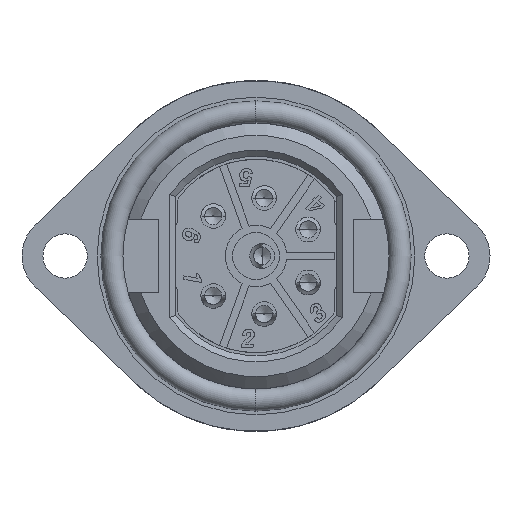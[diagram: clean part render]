
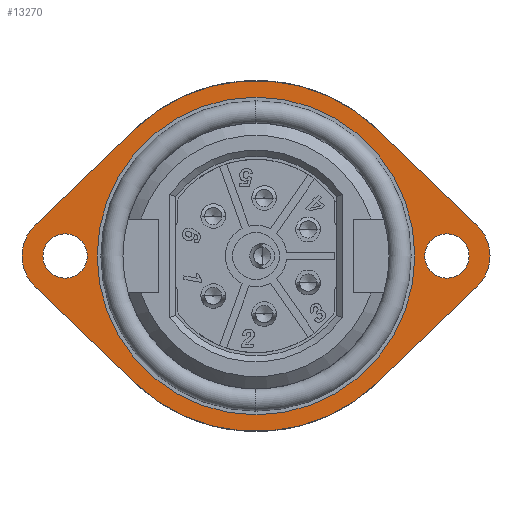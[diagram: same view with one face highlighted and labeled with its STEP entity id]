
A CAD part, left-side view. The second image highlights one B-rep face of the part: STEP entity #13270.
In plain terms, the highlighted planar face has unit normal (-1, 0, 0).
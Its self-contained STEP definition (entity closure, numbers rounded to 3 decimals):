
#2653=CARTESIAN_POINT('',(7.9,19.007,-14.259));
#2654=DIRECTION('',(1.,0.,0.));
#2655=DIRECTION('',(0.,-1.,0.));
#2656=AXIS2_PLACEMENT_3D('',#2653,#2654,#2655);
#2658=CARTESIAN_POINT('',(7.9,19.007,-14.259));
#2659=DIRECTION('',(1.,0.,0.));
#2660=DIRECTION('',(0.,1.,0.));
#2661=AXIS2_PLACEMENT_3D('',#2658,#2659,#2660);
#2663=CARTESIAN_POINT('',(7.9,19.007,-14.259));
#2664=DIRECTION('',(1.,0.,0.));
#2665=DIRECTION('',(0.,0.694,0.72));
#2666=AXIS2_PLACEMENT_3D('',#2663,#2664,#2665);
#2668=DIRECTION('',(0.,0.72,0.694));
#2669=VECTOR('',#2668,11.166);
#2670=CARTESIAN_POINT('',(7.9,1.079,-11.738));
#2671=LINE('',#2670,#2669);
#2672=CARTESIAN_POINT('',(7.9,3.507,-14.259));
#2673=DIRECTION('',(-1.,0.,0.));
#2674=DIRECTION('',(0.,-0.694,-0.72));
#2675=AXIS2_PLACEMENT_3D('',#2672,#2673,#2674);
#2677=DIRECTION('',(0.,-0.72,0.694));
#2678=VECTOR('',#2677,11.166);
#2679=CARTESIAN_POINT('',(7.9,9.124,-24.525));
#2680=LINE('',#2679,#2678);
#2681=CARTESIAN_POINT('',(7.9,19.007,-14.259));
#2682=DIRECTION('',(-1.,0.,0.));
#2683=DIRECTION('',(0.,0.694,-0.72));
#2684=AXIS2_PLACEMENT_3D('',#2681,#2682,#2683);
#2686=DIRECTION('',(0.,-0.72,-0.694));
#2687=VECTOR('',#2686,11.166);
#2688=CARTESIAN_POINT('',(7.9,36.934,-16.781));
#2689=LINE('',#2688,#2687);
#2690=CARTESIAN_POINT('',(7.9,34.507,-14.259));
#2691=DIRECTION('',(-1.,0.,0.));
#2692=DIRECTION('',(0.,0.694,0.72));
#2693=AXIS2_PLACEMENT_3D('',#2690,#2691,#2692);
#2695=DIRECTION('',(0.,0.72,-0.694));
#2696=VECTOR('',#2695,11.166);
#2697=CARTESIAN_POINT('',(7.9,28.89,-3.993));
#2698=LINE('',#2697,#2696);
#2699=CARTESIAN_POINT('',(7.9,34.507,-14.259));
#2700=DIRECTION('',(1.,0.,0.));
#2701=DIRECTION('',(0.,0.,-1.));
#2702=AXIS2_PLACEMENT_3D('',#2699,#2700,#2701);
#2704=CARTESIAN_POINT('',(7.9,34.507,-14.259));
#2705=DIRECTION('',(1.,0.,0.));
#2706=DIRECTION('',(0.,0.,1.));
#2707=AXIS2_PLACEMENT_3D('',#2704,#2705,#2706);
#2709=CARTESIAN_POINT('',(7.9,3.507,-14.259));
#2710=DIRECTION('',(1.,0.,0.));
#2711=DIRECTION('',(0.,0.,-1.));
#2712=AXIS2_PLACEMENT_3D('',#2709,#2710,#2711);
#2714=CARTESIAN_POINT('',(7.9,3.507,-14.259));
#2715=DIRECTION('',(1.,0.,0.));
#2716=DIRECTION('',(0.,0.,1.));
#2717=AXIS2_PLACEMENT_3D('',#2714,#2715,#2716);
#8676=CARTESIAN_POINT('',(7.9,1.079,-16.781));
#8677=CARTESIAN_POINT('',(7.9,1.079,-11.738));
#8678=VERTEX_POINT('',#8676);
#8679=VERTEX_POINT('',#8677);
#8680=CARTESIAN_POINT('',(7.9,36.934,-11.738));
#8681=CARTESIAN_POINT('',(7.9,36.934,-16.781));
#8682=VERTEX_POINT('',#8680);
#8683=VERTEX_POINT('',#8681);
#8692=CARTESIAN_POINT('',(7.9,9.124,-3.993));
#8694=VERTEX_POINT('',#8692);
#8696=CARTESIAN_POINT('',(7.9,28.89,-3.993));
#8698=VERTEX_POINT('',#8696);
#8700=CARTESIAN_POINT('',(7.9,9.124,-24.525));
#8702=VERTEX_POINT('',#8700);
#8704=CARTESIAN_POINT('',(7.9,28.89,-24.525));
#8706=VERTEX_POINT('',#8704);
#8748=CARTESIAN_POINT('',(7.9,34.507,-16.059));
#8749=VERTEX_POINT('',#8748);
#8750=CARTESIAN_POINT('',(7.9,34.507,-12.459));
#8751=VERTEX_POINT('',#8750);
#8752=CARTESIAN_POINT('',(7.9,3.507,-16.059));
#8753=VERTEX_POINT('',#8752);
#8754=CARTESIAN_POINT('',(7.9,3.507,-12.459));
#8755=VERTEX_POINT('',#8754);
#8941=CARTESIAN_POINT('',(7.9,6.107,-14.259));
#8942=CARTESIAN_POINT('',(7.9,31.907,-14.259));
#8943=VERTEX_POINT('',#8941);
#8944=VERTEX_POINT('',#8942);
#13231=CARTESIAN_POINT('',(7.9,19.007,
-14.259));
#13232=DIRECTION('',(1.,0.,0.));
#13233=DIRECTION('',(0.,-1.,0.));
#13234=AXIS2_PLACEMENT_3D('',#13231,#13232,#13233);
#13235=PLANE('',#13234);
#13237=ORIENTED_EDGE('',*,*,#13236,.T.);
#13239=ORIENTED_EDGE('',*,*,#13238,.F.);
#13241=ORIENTED_EDGE('',*,*,#13240,.F.);
#13243=ORIENTED_EDGE('',*,*,#13242,.F.);
#13245=ORIENTED_EDGE('',*,*,#13244,.F.);
#13247=ORIENTED_EDGE('',*,*,#13246,.F.);
#13249=ORIENTED_EDGE('',*,*,#13248,.F.);
#13251=ORIENTED_EDGE('',*,*,#13250,.F.);
#13252=EDGE_LOOP('',(#13237,#13239,#13241,#13243,#13245,#13247,#13249,#13251));
#13253=FACE_OUTER_BOUND('',#13252,.F.);
#13254=ORIENTED_EDGE('',*,*,#13211,.F.);
#13255=ORIENTED_EDGE('',*,*,#13225,.F.);
#13256=EDGE_LOOP('',(#13254,#13255));
#13257=FACE_BOUND('',#13256,.F.);
#13259=ORIENTED_EDGE('',*,*,#13258,.F.);
#13261=ORIENTED_EDGE('',*,*,#13260,.F.);
#13262=EDGE_LOOP('',(#13259,#13261));
#13263=FACE_BOUND('',#13262,.F.);
#13265=ORIENTED_EDGE('',*,*,#13264,.F.);
#13267=ORIENTED_EDGE('',*,*,#13266,.F.);
#13268=EDGE_LOOP('',(#13265,#13267));
#13269=FACE_BOUND('',#13268,.F.);
#2657=CIRCLE('',#2656,12.9);
#2662=CIRCLE('',#2661,12.9);
#2667=CIRCLE('',#2666,14.25);
#2676=CIRCLE('',#2675,3.5);
#2685=CIRCLE('',#2684,14.25);
#2694=CIRCLE('',#2693,3.5);
#2703=CIRCLE('',#2702,1.8);
#2708=CIRCLE('',#2707,1.8);
#2713=CIRCLE('',#2712,1.8);
#2718=CIRCLE('',#2717,1.8);
#13211=EDGE_CURVE('',#8943,#8944,#2657,.T.);
#13225=EDGE_CURVE('',#8944,#8943,#2662,.T.);
#13236=EDGE_CURVE('',#8698,#8694,#2667,.T.);
#13238=EDGE_CURVE('',#8679,#8694,#2671,.T.);
#13240=EDGE_CURVE('',#8678,#8679,#2676,.T.);
#13242=EDGE_CURVE('',#8702,#8678,#2680,.T.);
#13244=EDGE_CURVE('',#8706,#8702,#2685,.T.);
#13246=EDGE_CURVE('',#8683,#8706,#2689,.T.);
#13248=EDGE_CURVE('',#8682,#8683,#2694,.T.);
#13250=EDGE_CURVE('',#8698,#8682,#2698,.T.);
#13258=EDGE_CURVE('',#8749,#8751,#2703,.T.);
#13260=EDGE_CURVE('',#8751,#8749,#2708,.T.);
#13264=EDGE_CURVE('',#8753,#8755,#2713,.T.);
#13266=EDGE_CURVE('',#8755,#8753,#2718,.T.);
#13270=ADVANCED_FACE('',(#13253,#13257,#13263,#13269),#13235,.F.);
